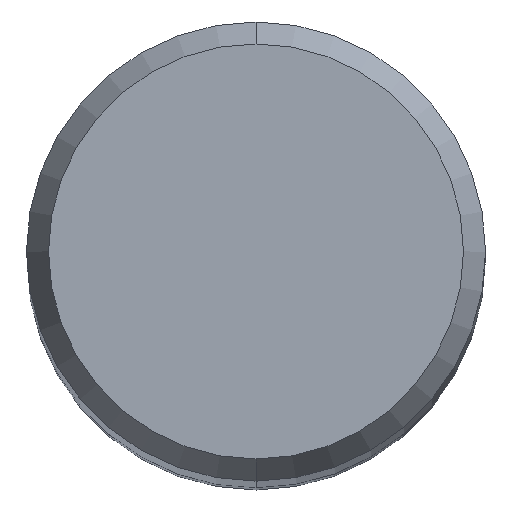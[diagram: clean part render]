
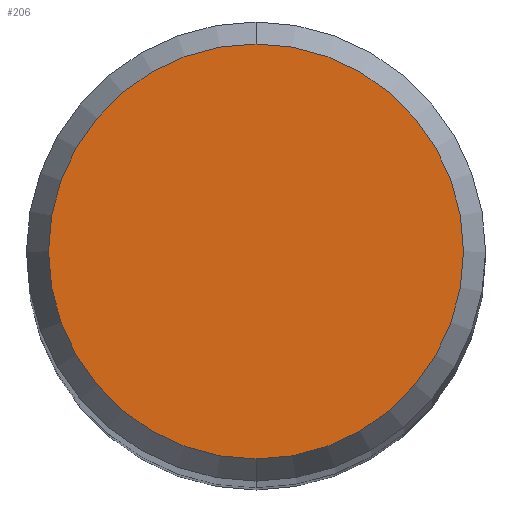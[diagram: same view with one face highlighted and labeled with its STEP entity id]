
A CAD part, top view. The second image highlights one B-rep face of the part: STEP entity #206.
In plain terms, the highlighted planar face has unit normal (0, 0, 1).
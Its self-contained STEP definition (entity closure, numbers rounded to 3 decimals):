
#94=VERTEX_POINT('',#232);
#110=EDGE_CURVE('',#94,#128,#250,.T.);
#120=EDGE_CURVE('',#128,#94,#262,.T.);
#128=VERTEX_POINT('',#270);
#206=ADVANCED_FACE('',(#358),#359,.T.);
#232=CARTESIAN_POINT('',(0.,-2.158,0.01));
#250=CIRCLE('',#402,2.158);
#262=CIRCLE('',#416,2.158);
#270=CARTESIAN_POINT('',(0.0,2.158,0.01));
#358=FACE_OUTER_BOUND('',#537,.T.);
#359=PLANE('',#538);
#402=AXIS2_PLACEMENT_3D('',#574,#575,#576);
#416=AXIS2_PLACEMENT_3D('',#596,#597,#598);
#537=EDGE_LOOP('',(#709,#710));
#538=AXIS2_PLACEMENT_3D('',#711,#712,#713);
#574=CARTESIAN_POINT('',(0.0,0.0,0.01));
#575=DIRECTION('',(0.0,0.0,-1.0));
#576=DIRECTION('',(0.0,1.0,0.0));
#596=CARTESIAN_POINT('',(0.0,0.0,0.01));
#597=DIRECTION('',(0.0,0.0,-1.0));
#598=DIRECTION('',(0.0,1.0,0.0));
#709=ORIENTED_EDGE('',*,*,#120,.F.);
#710=ORIENTED_EDGE('',*,*,#110,.F.);
#711=CARTESIAN_POINT('',(0.0,1.079,0.01));
#712=DIRECTION('',(-0.0,0.0,1.0));
#713=DIRECTION('',(0.0,-1.0,0.0));
